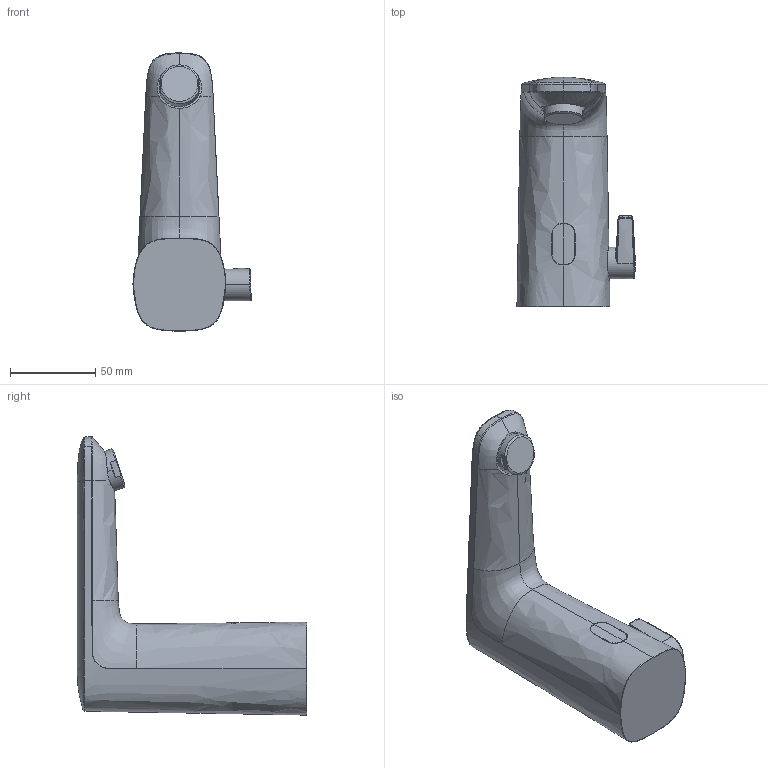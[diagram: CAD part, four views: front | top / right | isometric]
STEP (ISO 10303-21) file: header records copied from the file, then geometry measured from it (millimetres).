
FILE_DESCRIPTION (( 'STEP AP203' ), '1' );
FILE_NAME ('92002009(2023)+92002219(2023)+92102009(2023)+92102219(2023)+92202009(2023)+92202219(2023)+92302239(2023)+921022190004(2023)+921022190005(2023).STEP', '2023-04-27T05:08:33', ( '' ), ( '' ), 'SwSTEP 2.0', 'SolidWorks 2016', '' );
FILE_SCHEMA (( 'CONFIG_CONTROL_DESIGN' ));
Length unit declared in the file: millimetre
Products named in the file (1): 92002009(2023)+92002219(2023)+92102009(2023)+92102219(2023)+92202009(2023)+92202219(2023)+92302239(2023)+921022190004(2023)+921022190005(2023)
Bounding box: 69.29 x 134.6 x 163.16 mm (x, y, z)
Volume: 401772.2 mm3; surface area: 40784.9 mm2
Topology: 1 solids, 1 shells, 152 faces, 371 edges, 221 vertices
Faces by surface type: bspline 119, plane 18, cylinder 13, cone 2
Entity records: 19986 total; most frequent: CARTESIAN_POINT 17276, ORIENTED_EDGE 736, EDGE_CURVE 368, DIRECTION 253, B_SPLINE_CURVE_WITH_KNOTS 235, VERTEX_POINT 221, EDGE_LOOP 155, ADVANCED_FACE 152
